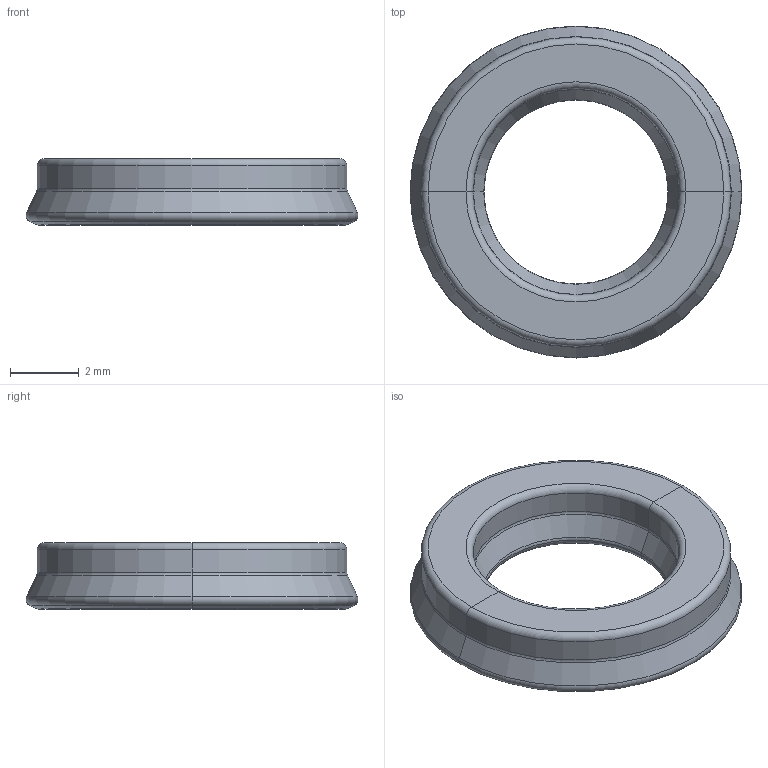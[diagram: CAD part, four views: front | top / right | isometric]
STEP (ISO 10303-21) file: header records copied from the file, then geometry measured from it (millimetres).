
FILE_DESCRIPTION (( 'STEP AP214' ), '1' );
FILE_NAME ('masuoka_MY-6.STEP', '2024-01-16T08:58:51', ( '' ), ( '' ), 'SwSTEP 2.0', 'SolidWorks 2023', '' );
FILE_SCHEMA (( 'AUTOMOTIVE_DESIGN' ));
Length unit declared in the file: millimetre
Products named in the file (1): masuoka_MY-6
Bounding box: 9.65 x 9.65 x 1.94 mm (x, y, z)
Surface area: 189.9 mm2 (no closed solid volume)
Topology: 0 solids, 1 shells, 38 faces, 76 edges, 38 vertices
Faces by surface type: torus 20, cone 12, cylinder 4, plane 2
Entity records: 990 total; most frequent: DIRECTION 212, CARTESIAN_POINT 153, ORIENTED_EDGE 152, AXIS2_PLACEMENT_3D 97, EDGE_CURVE 76, CIRCLE 58, EDGE_LOOP 38, ADVANCED_FACE 38
